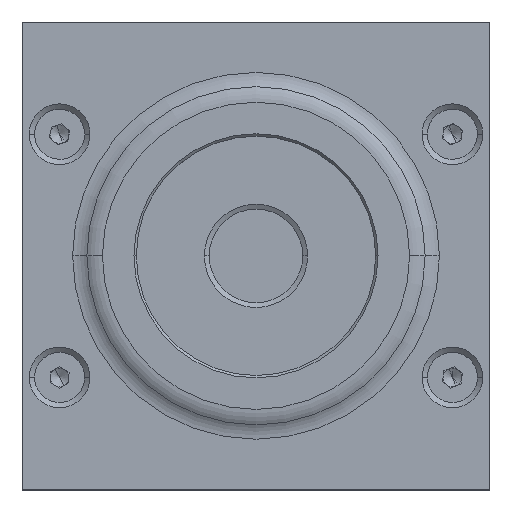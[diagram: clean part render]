
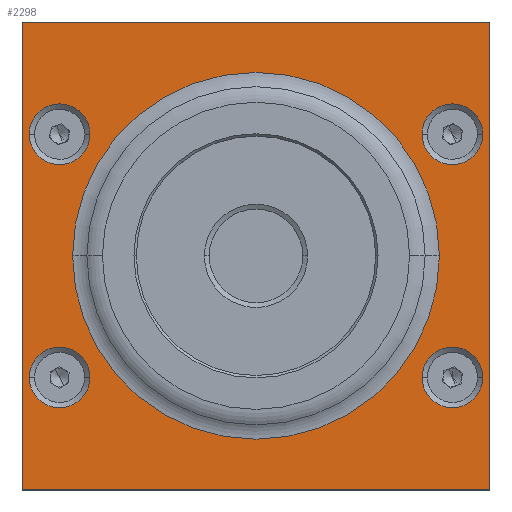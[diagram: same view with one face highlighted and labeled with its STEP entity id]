
A CAD part, top view. The second image highlights one B-rep face of the part: STEP entity #2298.
In plain terms, the highlighted planar face has unit normal (0, 0, 1).
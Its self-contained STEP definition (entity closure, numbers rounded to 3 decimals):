
#6 = AXIS2_PLACEMENT_3D ( 'NONE', #2356, #6009, #2897 ) ;
#41 = CARTESIAN_POINT ( 'NONE',  ( -15.557, 25.218, 3. ) ) ;
#53 = DIRECTION ( 'NONE',  ( 0., -1., 0. ) ) ;
#95 = DIRECTION ( 'NONE',  ( 0., 0., 1. ) ) ;
#133 = CARTESIAN_POINT ( 'NONE',  ( 33.693, -12.782, 3. ) ) ;
#154 = EDGE_CURVE ( 'NONE', #164, #4027, #6355, .T. ) ;
#159 = CARTESIAN_POINT ( 'NONE',  ( -14.807, 13.218, 3. ) ) ;
#164 = VERTEX_POINT ( 'NONE', #4433 ) ;
#182 = ORIENTED_EDGE ( 'NONE', *, *, #1235, .F. ) ;
#224 = CIRCLE ( 'NONE', #2994, 3.25 ) ;
#305 = CARTESIAN_POINT ( 'NONE',  ( 30.443, -12.782, 3. ) ) ;
#381 = VERTEX_POINT ( 'NONE', #2086 ) ;
#402 = LINE ( 'NONE', #41, #6114 ) ;
#429 = VERTEX_POINT ( 'NONE', #6147 ) ;
#521 = DIRECTION ( 'NONE',  ( 1., 0., 0. ) ) ;
#554 = EDGE_LOOP ( 'NONE', ( #4444, #182 ) ) ;
#587 = EDGE_LOOP ( 'NONE', ( #641, #6319, #2461, #6657 ) ) ;
#641 = ORIENTED_EDGE ( 'NONE', *, *, #3702, .F. ) ;
#660 = EDGE_CURVE ( 'NONE', #4669, #3351, #3509, .T. ) ;
#720 = EDGE_CURVE ( 'NONE', #2055, #6275, #402, .T. ) ;
#725 = EDGE_LOOP ( 'NONE', ( #726, #4792 ) ) ;
#726 = ORIENTED_EDGE ( 'NONE', *, *, #154, .F. ) ;
#766 = CARTESIAN_POINT ( 'NONE',  ( -8.307, -12.782, 3. ) ) ;
#828 = DIRECTION ( 'NONE',  ( 1., 0., 0. ) ) ;
#829 = VERTEX_POINT ( 'NONE', #4949 ) ;
#852 = CARTESIAN_POINT ( 'NONE',  ( 33.693, 13.218, 3. ) ) ;
#883 = VECTOR ( 'NONE', #53, 1000. ) ;
#978 = DIRECTION ( 'NONE',  ( 0., 0., 1. ) ) ;
#1132 = FACE_BOUND ( 'NONE', #4610, .T. ) ;
#1158 = ORIENTED_EDGE ( 'NONE', *, *, #4152, .F. ) ;
#1235 = EDGE_CURVE ( 'NONE', #5810, #381, #5814, .T. ) ;
#1271 = CARTESIAN_POINT ( 'NONE',  ( -11.557, -12.782, 3. ) ) ;
#1273 = EDGE_CURVE ( 'NONE', #381, #5810, #4106, .T. ) ;
#1299 = FACE_OUTER_BOUND ( 'NONE', #587, .T. ) ;
#1370 = ORIENTED_EDGE ( 'NONE', *, *, #1444, .F. ) ;
#1444 = EDGE_CURVE ( 'NONE', #6479, #829, #4849, .T. ) ;
#1497 = AXIS2_PLACEMENT_3D ( 'NONE', #4844, #2806, #6442 ) ;
#1571 = AXIS2_PLACEMENT_3D ( 'NONE', #5358, #2230, #5878 ) ;
#1627 = EDGE_LOOP ( 'NONE', ( #5822, #5635 ) ) ;
#1680 = CARTESIAN_POINT ( 'NONE',  ( 9.443, 0.218, 3. ) ) ;
#1807 = DIRECTION ( 'NONE',  ( 1., 0., 0. ) ) ;
#1868 = EDGE_CURVE ( 'NONE', #6275, #4669, #2221, .T. ) ;
#2055 = VERTEX_POINT ( 'NONE', #4146 ) ;
#2063 = DIRECTION ( 'NONE',  ( -1., 0., 0. ) ) ;
#2086 = CARTESIAN_POINT ( 'NONE',  ( -8.307, 13.218, 3. ) ) ;
#2105 = CARTESIAN_POINT ( 'NONE',  ( -11.557, -12.782, 3. ) ) ;
#2221 = LINE ( 'NONE', #4918, #3449 ) ;
#2230 = DIRECTION ( 'NONE',  ( 0., 0., 1. ) ) ;
#2298 = ADVANCED_FACE ( 'NONE', ( #6706, #3935, #2527, #1132, #5322, #1299 ), #4887, .T. ) ;
#2348 = EDGE_CURVE ( 'NONE', #429, #2898, #4834, .T. ) ;
#2356 = CARTESIAN_POINT ( 'NONE',  ( 30.443, 13.218, 3. ) ) ;
#2461 = ORIENTED_EDGE ( 'NONE', *, *, #1868, .F. ) ;
#2478 = EDGE_LOOP ( 'NONE', ( #1370, #1158 ) ) ;
#2502 = AXIS2_PLACEMENT_3D ( 'NONE', #6667, #3015, #6135 ) ;
#2527 = FACE_BOUND ( 'NONE', #1627, .T. ) ;
#2806 = DIRECTION ( 'NONE',  ( 0., 0., 1. ) ) ;
#2897 = DIRECTION ( 'NONE',  ( 1., 0., 0. ) ) ;
#2898 = VERTEX_POINT ( 'NONE', #133 ) ;
#2976 = DIRECTION ( 'NONE',  ( 1., 0., 0. ) ) ;
#2994 = AXIS2_PLACEMENT_3D ( 'NONE', #3236, #95, #3761 ) ;
#3012 = CIRCLE ( 'NONE', #6, 3.25 ) ;
#3015 = DIRECTION ( 'NONE',  ( 0., 0., 1. ) ) ;
#3183 = DIRECTION ( 'NONE',  ( 0., 1., 0. ) ) ;
#3236 = CARTESIAN_POINT ( 'NONE',  ( 30.443, -12.782, 3. ) ) ;
#3258 = EDGE_CURVE ( 'NONE', #6617, #3620, #4586, .T. ) ;
#3267 = AXIS2_PLACEMENT_3D ( 'NONE', #305, #3967, #828 ) ;
#3339 = ORIENTED_EDGE ( 'NONE', *, *, #5232, .F. ) ;
#3351 = VERTEX_POINT ( 'NONE', #5924 ) ;
#3438 = AXIS2_PLACEMENT_3D ( 'NONE', #2105, #3781, #521 ) ;
#3449 = VECTOR ( 'NONE', #5951, 1000. ) ;
#3496 = CARTESIAN_POINT ( 'NONE',  ( -11.557, 13.218, 3. ) ) ;
#3509 = LINE ( 'NONE', #5808, #883 ) ;
#3620 = VERTEX_POINT ( 'NONE', #4095 ) ;
#3702 = EDGE_CURVE ( 'NONE', #3351, #2055, #6445, .T. ) ;
#3761 = DIRECTION ( 'NONE',  ( 1., 0., 0. ) ) ;
#3781 = DIRECTION ( 'NONE',  ( 0., 0., 1. ) ) ;
#3920 = AXIS2_PLACEMENT_3D ( 'NONE', #3496, #6618, #2976 ) ;
#3935 = FACE_BOUND ( 'NONE', #554, .T. ) ;
#3967 = DIRECTION ( 'NONE',  ( 0., 0., 1. ) ) ;
#4027 = VERTEX_POINT ( 'NONE', #5849 ) ;
#4095 = CARTESIAN_POINT ( 'NONE',  ( 27.193, 13.218, 3. ) ) ;
#4098 = ORIENTED_EDGE ( 'NONE', *, *, #2348, .F. ) ;
#4106 = CIRCLE ( 'NONE', #3920, 3.25 ) ;
#4113 = CARTESIAN_POINT ( 'NONE',  ( 9.443, 0.218, 3. ) ) ;
#4146 = CARTESIAN_POINT ( 'NONE',  ( -15.557, -24.782, 3. ) ) ;
#4152 = EDGE_CURVE ( 'NONE', #829, #6479, #6109, .T. ) ;
#4181 = EDGE_CURVE ( 'NONE', #3620, #6617, #3012, .T. ) ;
#4240 = CARTESIAN_POINT ( 'NONE',  ( 34.443, 25.218, 3. ) ) ;
#4294 = EDGE_CURVE ( 'NONE', #4027, #164, #4981, .T. ) ;
#4433 = CARTESIAN_POINT ( 'NONE',  ( -10.164, 0.218, 3. ) ) ;
#4444 = ORIENTED_EDGE ( 'NONE', *, *, #1273, .F. ) ;
#4563 = AXIS2_PLACEMENT_3D ( 'NONE', #1680, #5010, #6415 ) ;
#4564 = AXIS2_PLACEMENT_3D ( 'NONE', #4113, #978, #4641 ) ;
#4586 = CIRCLE ( 'NONE', #1571, 3.25 ) ;
#4610 = EDGE_LOOP ( 'NONE', ( #3339, #4098 ) ) ;
#4641 = DIRECTION ( 'NONE',  ( -1., 0., 0. ) ) ;
#4669 = VERTEX_POINT ( 'NONE', #4240 ) ;
#4792 = ORIENTED_EDGE ( 'NONE', *, *, #4294, .F. ) ;
#4834 = CIRCLE ( 'NONE', #3267, 3.25 ) ;
#4844 = CARTESIAN_POINT ( 'NONE',  ( 9.443, 0.218, 3. ) ) ;
#4849 = CIRCLE ( 'NONE', #3438, 3.25 ) ;
#4887 = PLANE ( 'NONE',  #1497 ) ;
#4918 = CARTESIAN_POINT ( 'NONE',  ( -15.557, 25.218, 3. ) ) ;
#4949 = CARTESIAN_POINT ( 'NONE',  ( -14.807, -12.782, 3. ) ) ;
#4952 = DIRECTION ( 'NONE',  ( 0., 0., 1. ) ) ;
#4981 = CIRCLE ( 'NONE', #4564, 19.607 ) ;
#5010 = DIRECTION ( 'NONE',  ( 0., 0., 1. ) ) ;
#5232 = EDGE_CURVE ( 'NONE', #2898, #429, #224, .T. ) ;
#5322 = FACE_BOUND ( 'NONE', #2478, .T. ) ;
#5358 = CARTESIAN_POINT ( 'NONE',  ( 30.443, 13.218, 3. ) ) ;
#5399 = AXIS2_PLACEMENT_3D ( 'NONE', #1271, #4952, #1807 ) ;
#5635 = ORIENTED_EDGE ( 'NONE', *, *, #4181, .F. ) ;
#5705 = CARTESIAN_POINT ( 'NONE',  ( -15.557, -24.782, 3. ) ) ;
#5808 = CARTESIAN_POINT ( 'NONE',  ( 34.443, 25.218, 3. ) ) ;
#5810 = VERTEX_POINT ( 'NONE', #159 ) ;
#5814 = CIRCLE ( 'NONE', #2502, 3.25 ) ;
#5822 = ORIENTED_EDGE ( 'NONE', *, *, #3258, .F. ) ;
#5849 = CARTESIAN_POINT ( 'NONE',  ( 29.051, 0.218, 3. ) ) ;
#5878 = DIRECTION ( 'NONE',  ( 1., 0., 0. ) ) ;
#5924 = CARTESIAN_POINT ( 'NONE',  ( 34.443, -24.782, 3. ) ) ;
#5951 = DIRECTION ( 'NONE',  ( 1., 0., 0. ) ) ;
#5961 = VECTOR ( 'NONE', #2063, 1000. ) ;
#6009 = DIRECTION ( 'NONE',  ( 0., 0., 1. ) ) ;
#6109 = CIRCLE ( 'NONE', #5399, 3.25 ) ;
#6114 = VECTOR ( 'NONE', #3183, 1000. ) ;
#6135 = DIRECTION ( 'NONE',  ( 1., 0., 0. ) ) ;
#6147 = CARTESIAN_POINT ( 'NONE',  ( 27.193, -12.782, 3. ) ) ;
#6248 = CARTESIAN_POINT ( 'NONE',  ( -15.557, 25.218, 3. ) ) ;
#6275 = VERTEX_POINT ( 'NONE', #6248 ) ;
#6319 = ORIENTED_EDGE ( 'NONE', *, *, #660, .F. ) ;
#6355 = CIRCLE ( 'NONE', #4563, 19.607 ) ;
#6415 = DIRECTION ( 'NONE',  ( -1., 0., 0. ) ) ;
#6442 = DIRECTION ( 'NONE',  ( 1., 0., 0. ) ) ;
#6445 = LINE ( 'NONE', #5705, #5961 ) ;
#6479 = VERTEX_POINT ( 'NONE', #766 ) ;
#6617 = VERTEX_POINT ( 'NONE', #852 ) ;
#6618 = DIRECTION ( 'NONE',  ( 0., 0., 1. ) ) ;
#6657 = ORIENTED_EDGE ( 'NONE', *, *, #720, .F. ) ;
#6667 = CARTESIAN_POINT ( 'NONE',  ( -11.557, 13.218, 3. ) ) ;
#6706 = FACE_BOUND ( 'NONE', #725, .T. ) ;
